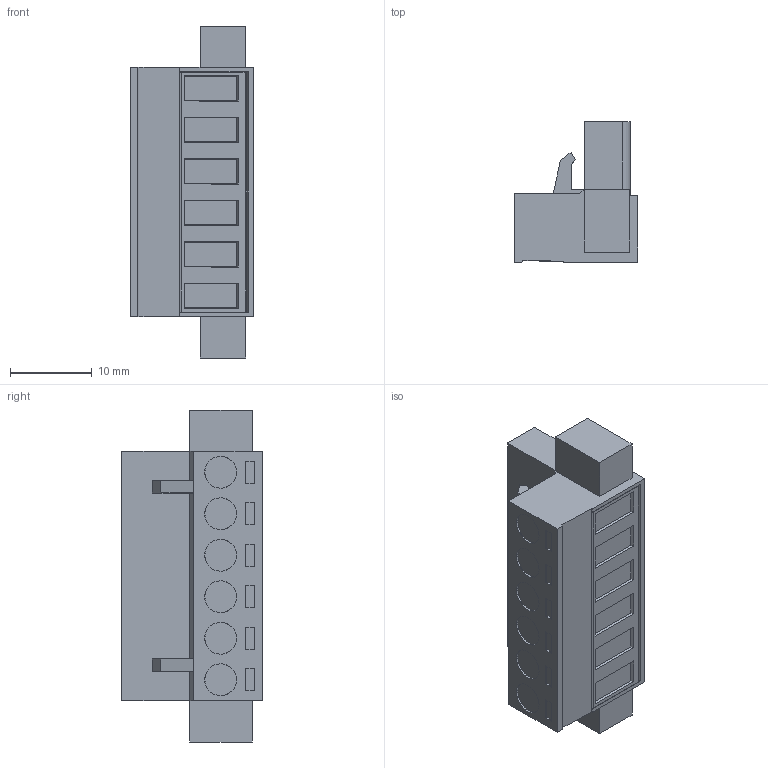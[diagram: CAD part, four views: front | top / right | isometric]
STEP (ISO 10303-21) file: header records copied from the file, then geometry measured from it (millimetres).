
FILE_DESCRIPTION(/* description */ (''),/* implementation_level */ '2;1');
FILE_NAME(/* name */ 'MC-RB5.08H06C-K.stp',/* time_stamp */ '2019-11-16T10:49:47+08:00',/* author */ (''),/* organization */ (''),/* preprocessor_version */ 'ST-DEVELOPER v16',/* originating_system */ 'SIEMENS PLM Software NX 10.0',/* authorisation */ '');
FILE_SCHEMA (('CONFIG_CONTROL_DESIGN'));
Length unit declared in the file: millimetre
Products named in the file (1): MC-RB5.08H06C-K
Bounding box: 15.1 x 17.2 x 40.64 mm (x, y, z)
Volume: 5589.7 mm3; surface area: 2839.2 mm2
Topology: 1 solids, 7 shells, 663 faces, 1730 edges, 1138 vertices
Faces by surface type: plane 462, extrusion 95, cylinder 88, cone 18
Full cylindrical faces by diameter (mm): 2.6 x2, 3.4 x6
Entity records: 20892 total; most frequent: CARTESIAN_POINT 4882, ORIENTED_EDGE 3428, DIRECTION 2899, EDGE_CURVE 1714, VECTOR 1397, LINE 1302, VERTEX_POINT 1130, AXIS2_PLACEMENT_3D 751
